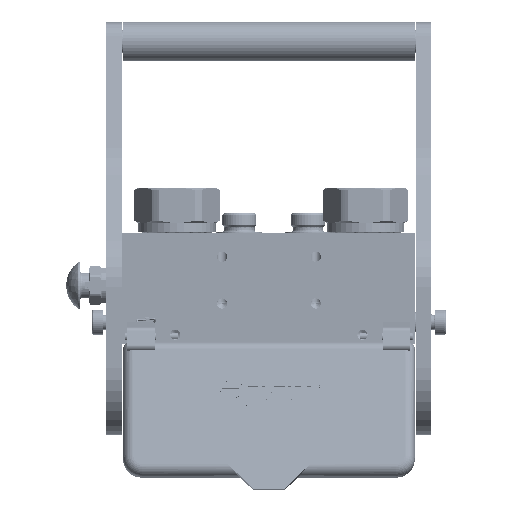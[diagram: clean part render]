
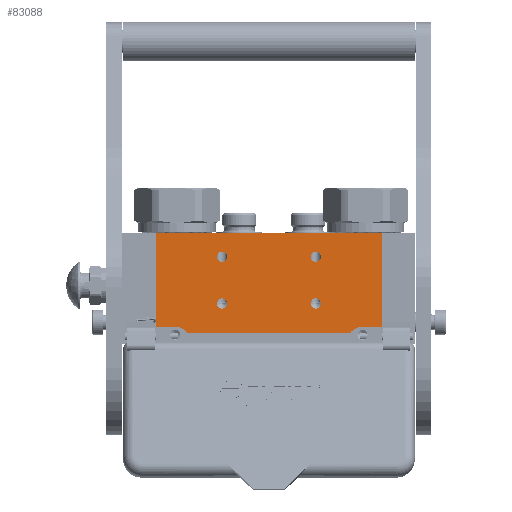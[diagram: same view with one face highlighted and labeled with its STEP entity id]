
A CAD part, left-side view. The second image highlights one B-rep face of the part: STEP entity #83088.
In plain terms, the highlighted face is planar.
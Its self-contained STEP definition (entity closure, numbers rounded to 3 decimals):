
#64 = LINE ( 'NONE', #29614, #114715 ) ;
#334 = EDGE_CURVE ( 'NONE', #64245, #80429, #134611, .T. ) ;
#1584 = VERTEX_POINT ( 'NONE', #36345 ) ;
#2160 = CARTESIAN_POINT ( 'NONE',  ( 64., 45., -108. ) ) ;
#3553 = CARTESIAN_POINT ( 'NONE',  ( 64., 41.7, -108. ) ) ;
#3893 = DIRECTION ( 'NONE',  ( 0., 0., -1. ) ) ;
#4175 = ORIENTED_EDGE ( 'NONE', *, *, #91964, .F. ) ;
#4470 = FACE_BOUND ( 'NONE', #27864, .T. ) ;
#4570 = CIRCLE ( 'NONE', #54150, 10. ) ;
#4728 = ORIENTED_EDGE ( 'NONE', *, *, #54823, .T. ) ;
#5635 = DIRECTION ( 'NONE',  ( 0., 1., 0. ) ) ;
#5691 = DIRECTION ( 'NONE',  ( -1., 0., 0. ) ) ;
#6438 = AXIS2_PLACEMENT_3D ( 'NONE', #38733, #38258, #27209 ) ;
#7582 = CARTESIAN_POINT ( 'NONE',  ( 64., 11.7, -108. ) ) ;
#7679 = AXIS2_PLACEMENT_3D ( 'NONE', #2160, #113131, #90194 ) ;
#7747 = LINE ( 'NONE', #59437, #120803 ) ;
#8515 = CARTESIAN_POINT ( 'NONE',  ( 145.854, 64.2, -108. ) ) ;
#10290 = DIRECTION ( 'NONE',  ( -1., 0., 0. ) ) ;
#10737 = VERTEX_POINT ( 'NONE', #44684 ) ;
#10923 = ORIENTED_EDGE ( 'NONE', *, *, #31066, .F. ) ;
#11247 = VERTEX_POINT ( 'NONE', #3553 ) ;
#11789 = CIRCLE ( 'NONE', #49420, 3.3 ) ;
#12410 = ORIENTED_EDGE ( 'NONE', *, *, #103768, .F. ) ;
#13228 = ORIENTED_EDGE ( 'NONE', *, *, #49166, .F. ) ;
#14153 = VERTEX_POINT ( 'NONE', #17823 ) ;
#14395 = CARTESIAN_POINT ( 'NONE',  ( 124., 15., -108. ) ) ;
#14509 = CARTESIAN_POINT ( 'NONE',  ( 145.854, 64.2, -108. ) ) ;
#15100 = CIRCLE ( 'NONE', #35160, 3.3 ) ;
#15198 = ORIENTED_EDGE ( 'NONE', *, *, #91946, .F. ) ;
#17823 = CARTESIAN_POINT ( 'NONE',  ( 21.3, 60., -108. ) ) ;
#18732 = VECTOR ( 'NONE', #96169, 1000. ) ;
#18850 = VERTEX_POINT ( 'NONE', #35768 ) ;
#19798 = EDGE_CURVE ( 'NONE', #10737, #34143, #4570, .T. ) ;
#21617 = CIRCLE ( 'NONE', #57248, 3.3 ) ;
#22219 = DIRECTION ( 'NONE',  ( 0., -1., 0. ) ) ;
#22780 = DIRECTION ( 'NONE',  ( 0., -1., 0. ) ) ;
#24990 = FACE_BOUND ( 'NONE', #139883, .T. ) ;
#25570 = EDGE_LOOP ( 'NONE', ( #52760, #90132 ) ) ;
#25578 = VECTOR ( 'NONE', #5635, 1000. ) ;
#26395 = VECTOR ( 'NONE', #10290, 1000. ) ;
#27209 = DIRECTION ( 'NONE',  ( 0., -1., 0. ) ) ;
#27864 = EDGE_LOOP ( 'NONE', ( #13228, #28421 ) ) ;
#28421 = ORIENTED_EDGE ( 'NONE', *, *, #104558, .F. ) ;
#29563 = VERTEX_POINT ( 'NONE', #126968 ) ;
#29614 = CARTESIAN_POINT ( 'NONE',  ( 166.7, 0., -108. ) ) ;
#31066 = EDGE_CURVE ( 'NONE', #66521, #50726, #136502, .T. ) ;
#34143 = VERTEX_POINT ( 'NONE', #62745 ) ;
#34205 = CIRCLE ( 'NONE', #53503, 3.3 ) ;
#35160 = AXIS2_PLACEMENT_3D ( 'NONE', #105042, #85774, #117827 ) ;
#35768 = CARTESIAN_POINT ( 'NONE',  ( 124., 11.7, -108. ) ) ;
#36345 = CARTESIAN_POINT ( 'NONE',  ( 64., 18.3, -108. ) ) ;
#38258 = DIRECTION ( 'NONE',  ( 0., 0., -1. ) ) ;
#38733 = CARTESIAN_POINT ( 'NONE',  ( 124., 45., -108. ) ) ;
#38873 = CARTESIAN_POINT ( 'NONE',  ( 124., 18.3, -108. ) ) ;
#39118 = EDGE_CURVE ( 'NONE', #40248, #14153, #126738, .T. ) ;
#39309 = VECTOR ( 'NONE', #91348, 1000. ) ;
#40248 = VERTEX_POINT ( 'NONE', #106593 ) ;
#40449 = ORIENTED_EDGE ( 'NONE', *, *, #117348, .F. ) ;
#41228 = ORIENTED_EDGE ( 'NONE', *, *, #120881, .F. ) ;
#42329 = DIRECTION ( 'NONE',  ( 0., 1., 0. ) ) ;
#43322 = DIRECTION ( 'NONE',  ( 0., 0., -1. ) ) ;
#44684 = CARTESIAN_POINT ( 'NONE',  ( 42.146, 64.2, -108. ) ) ;
#45167 = DIRECTION ( 'NONE',  ( 0., 0., -1. ) ) ;
#48856 = CARTESIAN_POINT ( 'NONE',  ( 124., 45., -108. ) ) ;
#49166 = EDGE_CURVE ( 'NONE', #11247, #63473, #34205, .T. ) ;
#49420 = AXIS2_PLACEMENT_3D ( 'NONE', #98549, #99012, #22780 ) ;
#50637 = CIRCLE ( 'NONE', #53259, 3.3 ) ;
#50726 = VERTEX_POINT ( 'NONE', #14509 ) ;
#51157 = CARTESIAN_POINT ( 'NONE',  ( 166.7, 0., -108. ) ) ;
#52760 = ORIENTED_EDGE ( 'NONE', *, *, #112683, .F. ) ;
#53259 = AXIS2_PLACEMENT_3D ( 'NONE', #48856, #81857, #42329 ) ;
#53503 = AXIS2_PLACEMENT_3D ( 'NONE', #109893, #43322, #22219 ) ;
#54016 = CARTESIAN_POINT ( 'NONE',  ( 166.7, 60., -108. ) ) ;
#54150 = AXIS2_PLACEMENT_3D ( 'NONE', #120370, #45167, #76810 ) ;
#54431 = EDGE_CURVE ( 'NONE', #29563, #71470, #64, .T. ) ;
#54823 = EDGE_CURVE ( 'NONE', #14153, #34143, #68448, .T. ) ;
#54844 = ORIENTED_EDGE ( 'NONE', *, *, #19798, .F. ) ;
#56032 = AXIS2_PLACEMENT_3D ( 'NONE', #14395, #3893, #91017 ) ;
#56286 = AXIS2_PLACEMENT_3D ( 'NONE', #103001, #91441, #113924 ) ;
#57037 = AXIS2_PLACEMENT_3D ( 'NONE', #51157, #71297, #5691 ) ;
#57248 = AXIS2_PLACEMENT_3D ( 'NONE', #107671, #132033, #66551 ) ;
#58629 = VERTEX_POINT ( 'NONE', #7582 ) ;
#59437 = CARTESIAN_POINT ( 'NONE',  ( 166.7, 60., -108. ) ) ;
#61730 = PLANE ( 'NONE',  #57037 ) ;
#62745 = CARTESIAN_POINT ( 'NONE',  ( 34., 60., -108. ) ) ;
#63473 = VERTEX_POINT ( 'NONE', #138399 ) ;
#64245 = VERTEX_POINT ( 'NONE', #108779 ) ;
#65576 = EDGE_CURVE ( 'NONE', #137248, #18850, #121167, .T. ) ;
#66521 = VERTEX_POINT ( 'NONE', #137874 ) ;
#66551 = DIRECTION ( 'NONE',  ( 0., -1., 0. ) ) ;
#68448 = LINE ( 'NONE', #135752, #39309 ) ;
#68531 = LINE ( 'NONE', #8515, #18732 ) ;
#71297 = DIRECTION ( 'NONE',  ( 0., 0., -1. ) ) ;
#71359 = DIRECTION ( 'NONE',  ( 0., 1., 0. ) ) ;
#71470 = VERTEX_POINT ( 'NONE', #54016 ) ;
#76810 = DIRECTION ( 'NONE',  ( 0.815, -0.58, 0. ) ) ;
#80429 = VERTEX_POINT ( 'NONE', #89193 ) ;
#81779 = EDGE_LOOP ( 'NONE', ( #40449, #41228 ) ) ;
#81857 = DIRECTION ( 'NONE',  ( 0., 0., -1. ) ) ;
#81928 = ORIENTED_EDGE ( 'NONE', *, *, #84170, .T. ) ;
#83088 = ADVANCED_FACE ( 'NONE', ( #24990, #126167, #4470, #117500, #88381 ), #61730, .T. ) ;
#84170 = EDGE_CURVE ( 'NONE', #29563, #40248, #127531, .T. ) ;
#85774 = DIRECTION ( 'NONE',  ( 0., 0., -1. ) ) ;
#88381 = FACE_OUTER_BOUND ( 'NONE', #103308, .T. ) ;
#89193 = CARTESIAN_POINT ( 'NONE',  ( 124., 48.3, -108. ) ) ;
#90132 = ORIENTED_EDGE ( 'NONE', *, *, #65576, .F. ) ;
#90194 = DIRECTION ( 'NONE',  ( 0., 1., 0. ) ) ;
#91017 = DIRECTION ( 'NONE',  ( 0., 1., 0. ) ) ;
#91348 = DIRECTION ( 'NONE',  ( 1., 0., 0. ) ) ;
#91441 = DIRECTION ( 'NONE',  ( 0., 0., -1. ) ) ;
#91946 = EDGE_CURVE ( 'NONE', #71470, #66521, #7747, .T. ) ;
#91964 = EDGE_CURVE ( 'NONE', #80429, #64245, #50637, .T. ) ;
#96052 = CARTESIAN_POINT ( 'NONE',  ( 166.7, 0., -108. ) ) ;
#96169 = DIRECTION ( 'NONE',  ( -1., 0., 0. ) ) ;
#98549 = CARTESIAN_POINT ( 'NONE',  ( 64., 15., -108. ) ) ;
#99012 = DIRECTION ( 'NONE',  ( 0., 0., -1. ) ) ;
#102684 = CIRCLE ( 'NONE', #7679, 3.3 ) ;
#103001 = CARTESIAN_POINT ( 'NONE',  ( 154., 70., -108. ) ) ;
#103009 = DIRECTION ( 'NONE',  ( -1., 0., 0. ) ) ;
#103308 = EDGE_LOOP ( 'NONE', ( #104051, #81928, #126006, #4728, #54844, #12410, #10923, #15198 ) ) ;
#103768 = EDGE_CURVE ( 'NONE', #50726, #10737, #68531, .T. ) ;
#104051 = ORIENTED_EDGE ( 'NONE', *, *, #54431, .F. ) ;
#104558 = EDGE_CURVE ( 'NONE', #63473, #11247, #102684, .T. ) ;
#105042 = CARTESIAN_POINT ( 'NONE',  ( 64., 15., -108. ) ) ;
#106593 = CARTESIAN_POINT ( 'NONE',  ( 21.3, 0., -108. ) ) ;
#107306 = ORIENTED_EDGE ( 'NONE', *, *, #334, .F. ) ;
#107671 = CARTESIAN_POINT ( 'NONE',  ( 124., 15., -108. ) ) ;
#108779 = CARTESIAN_POINT ( 'NONE',  ( 124., 41.7, -108. ) ) ;
#109893 = CARTESIAN_POINT ( 'NONE',  ( 64., 45., -108. ) ) ;
#112683 = EDGE_CURVE ( 'NONE', #18850, #137248, #21617, .T. ) ;
#113131 = DIRECTION ( 'NONE',  ( 0., 0., -1. ) ) ;
#113924 = DIRECTION ( 'NONE',  ( 0., -1., 0. ) ) ;
#114715 = VECTOR ( 'NONE', #71359, 1000. ) ;
#117348 = EDGE_CURVE ( 'NONE', #58629, #1584, #11789, .T. ) ;
#117500 = FACE_BOUND ( 'NONE', #81779, .T. ) ;
#117827 = DIRECTION ( 'NONE',  ( 0., 1., 0. ) ) ;
#120370 = CARTESIAN_POINT ( 'NONE',  ( 34., 70., -108. ) ) ;
#120803 = VECTOR ( 'NONE', #103009, 1000. ) ;
#120881 = EDGE_CURVE ( 'NONE', #1584, #58629, #15100, .T. ) ;
#121167 = CIRCLE ( 'NONE', #56032, 3.3 ) ;
#126006 = ORIENTED_EDGE ( 'NONE', *, *, #39118, .T. ) ;
#126167 = FACE_BOUND ( 'NONE', #25570, .T. ) ;
#126261 = CARTESIAN_POINT ( 'NONE',  ( 21.3, 0., -108. ) ) ;
#126738 = LINE ( 'NONE', #126261, #25578 ) ;
#126968 = CARTESIAN_POINT ( 'NONE',  ( 166.7, 0., -108. ) ) ;
#127531 = LINE ( 'NONE', #96052, #26395 ) ;
#132033 = DIRECTION ( 'NONE',  ( 0., 0., -1. ) ) ;
#134611 = CIRCLE ( 'NONE', #6438, 3.3 ) ;
#135752 = CARTESIAN_POINT ( 'NONE',  ( 21.3, 60., -108. ) ) ;
#136502 = CIRCLE ( 'NONE', #56286, 10. ) ;
#137248 = VERTEX_POINT ( 'NONE', #38873 ) ;
#137874 = CARTESIAN_POINT ( 'NONE',  ( 154., 60., -108. ) ) ;
#138399 = CARTESIAN_POINT ( 'NONE',  ( 64., 48.3, -108. ) ) ;
#139883 = EDGE_LOOP ( 'NONE', ( #107306, #4175 ) ) ;
